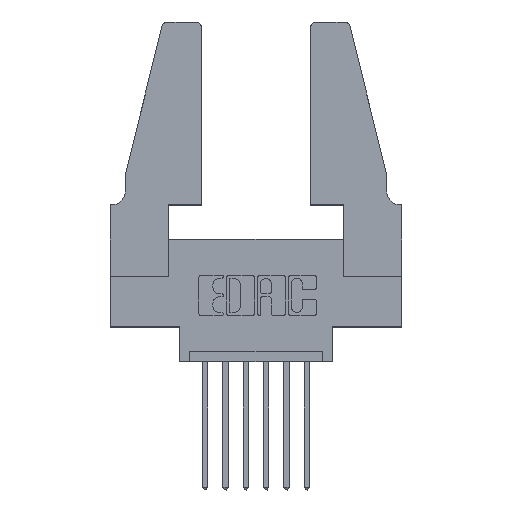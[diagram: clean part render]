
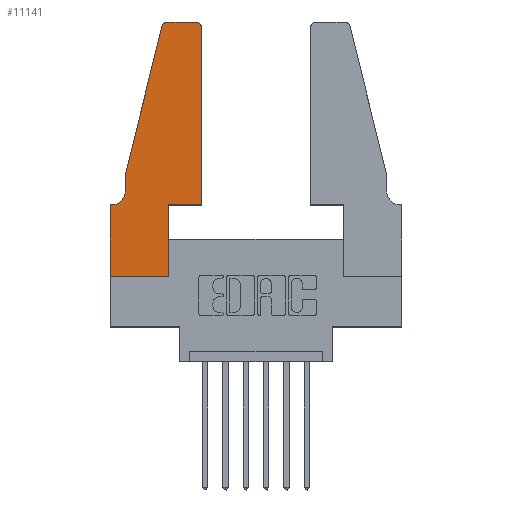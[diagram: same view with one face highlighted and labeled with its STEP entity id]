
A CAD part, top view. The second image highlights one B-rep face of the part: STEP entity #11141.
In plain terms, the highlighted planar face has unit normal (0, 0, 1).
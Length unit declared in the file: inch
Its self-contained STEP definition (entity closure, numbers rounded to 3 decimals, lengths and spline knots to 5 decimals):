
#305 = VERTEX_POINT ( 'NONE', #8216 ) ;
#375 = LINE ( 'NONE', #9557, #10933 ) ;
#460 = VERTEX_POINT ( 'NONE', #10330 ) ;
#607 = EDGE_CURVE ( 'NONE', #841, #305, #10973, .T. ) ;
#654 = VERTEX_POINT ( 'NONE', #6084 ) ;
#775 = CARTESIAN_POINT ( 'NONE',  ( 0.0055, 0.35, 0.37 ) ) ;
#819 = CARTESIAN_POINT ( 'NONE',  ( 0.0755, 0.42, 0.37 ) ) ;
#841 = VERTEX_POINT ( 'NONE', #10126 ) ;
#1697 = ORIENTED_EDGE ( 'NONE', *, *, #7014, .T. ) ;
#1919 = CARTESIAN_POINT ( 'NONE',  ( 0.2865, 0.35, 0.37 ) ) ;
#2019 = CARTESIAN_POINT ( 'NONE',  ( 0.0755, 0.5, 0.37 ) ) ;
#2029 = DIRECTION ( 'NONE',  ( 0., -1., 0. ) ) ;
#2065 = CARTESIAN_POINT ( 'NONE',  ( 0.4205, 1.25, 0.37 ) ) ;
#2081 = ORIENTED_EDGE ( 'NONE', *, *, #2725, .T. ) ;
#2146 = DIRECTION ( 'NONE',  ( 0., 0., -1. ) ) ;
#2192 = EDGE_CURVE ( 'NONE', #2787, #7934, #5174, .T. ) ;
#2260 = VERTEX_POINT ( 'NONE', #10934 ) ;
#2426 = DIRECTION ( 'NONE',  ( 1., 0., 0. ) ) ;
#2428 = VERTEX_POINT ( 'NONE', #2065 ) ;
#2437 = CARTESIAN_POINT ( 'NONE',  ( 0.4505, 0.35, 0.37 ) ) ;
#2623 = ORIENTED_EDGE ( 'NONE', *, *, #7768, .T. ) ;
#2725 = EDGE_CURVE ( 'NONE', #305, #2787, #3041, .T. ) ;
#2787 = VERTEX_POINT ( 'NONE', #2019 ) ;
#2794 = PLANE ( 'NONE',  #4355 ) ;
#2988 = EDGE_CURVE ( 'NONE', #9523, #10183, #4454, .T. ) ;
#3041 = LINE ( 'NONE', #8899, #9622 ) ;
#3092 = DIRECTION ( 'NONE',  ( 0., -1., 0. ) ) ;
#3174 = VERTEX_POINT ( 'NONE', #775 ) ;
#3184 = ORIENTED_EDGE ( 'NONE', *, *, #8856, .T. ) ;
#3363 = CARTESIAN_POINT ( 'NONE',  ( 0.284, 1.22, 0.37 ) ) ;
#3565 = DIRECTION ( 'NONE',  ( -0.239, -0.971, 0. ) ) ;
#3782 = DIRECTION ( 'NONE',  ( 0., 0., 1. ) ) ;
#4221 = ORIENTED_EDGE ( 'NONE', *, *, #2988, .T. ) ;
#4298 = CARTESIAN_POINT ( 'NONE',  ( 0.2865, 0.35, 0.37 ) ) ;
#4320 = DIRECTION ( 'NONE',  ( -1., 0., 0. ) ) ;
#4355 = AXIS2_PLACEMENT_3D ( 'NONE', #8246, #3782, #4695 ) ;
#4400 = LINE ( 'NONE', #1919, #10871 ) ;
#4454 = LINE ( 'NONE', #9584, #9076 ) ;
#4558 = CIRCLE ( 'NONE', #11493, 0.03 ) ;
#4623 = CARTESIAN_POINT ( 'NONE',  ( 0.0755, 0.5, 0.37 ) ) ;
#4695 = DIRECTION ( 'NONE',  ( 1., 0., 0. ) ) ;
#5174 = LINE ( 'NONE', #4623, #5309 ) ;
#5269 = EDGE_CURVE ( 'NONE', #7080, #2260, #6221, .T. ) ;
#5309 = VECTOR ( 'NONE', #2029, 39.37008 ) ;
#5382 = LINE ( 'NONE', #2437, #10557 ) ;
#5455 = VECTOR ( 'NONE', #9869, 39.37008 ) ;
#5756 = EDGE_CURVE ( 'NONE', #2260, #654, #5382, .T. ) ;
#5859 = DIRECTION ( 'NONE',  ( -1., 0., 0. ) ) ;
#6084 = CARTESIAN_POINT ( 'NONE',  ( 0.4505, 1.22, 0.37 ) ) ;
#6221 = LINE ( 'NONE', #9020, #6498 ) ;
#6328 = DIRECTION ( 'NONE',  ( 0., 0., 1. ) ) ;
#6354 = DIRECTION ( 'NONE',  ( 1., 0., 0. ) ) ;
#6498 = VECTOR ( 'NONE', #6354, 39.37008 ) ;
#6802 = ORIENTED_EDGE ( 'NONE', *, *, #2192, .T. ) ;
#7014 = EDGE_CURVE ( 'NONE', #7934, #3174, #10453, .T. ) ;
#7080 = VERTEX_POINT ( 'NONE', #4298 ) ;
#7122 = ORIENTED_EDGE ( 'NONE', *, *, #607, .T. ) ;
#7402 = ORIENTED_EDGE ( 'NONE', *, *, #11455, .T. ) ;
#7433 = EDGE_CURVE ( 'NONE', #654, #2428, #4558, .T. ) ;
#7479 = CARTESIAN_POINT ( 'NONE',  ( 0., 0., 0.37 ) ) ;
#7741 = DIRECTION ( 'NONE',  ( 0., 1., 0. ) ) ;
#7768 = EDGE_CURVE ( 'NONE', #10183, #7080, #4400, .T. ) ;
#7842 = LINE ( 'NONE', #8985, #5455 ) ;
#7934 = VERTEX_POINT ( 'NONE', #819 ) ;
#8216 = CARTESIAN_POINT ( 'NONE',  ( 0.25487, 1.22718, 0.37 ) ) ;
#8246 = CARTESIAN_POINT ( 'NONE',  ( 0., 0.35, 0.37 ) ) ;
#8461 = VECTOR ( 'NONE', #3092, 39.37008 ) ;
#8465 = CARTESIAN_POINT ( 'NONE',  ( 0.2865, 0., 0.37 ) ) ;
#8725 = LINE ( 'NONE', #7479, #8461 ) ;
#8856 = EDGE_CURVE ( 'NONE', #460, #9523, #8725, .T. ) ;
#8899 = CARTESIAN_POINT ( 'NONE',  ( 0.0755, 0.5, 0.37 ) ) ;
#8985 = CARTESIAN_POINT ( 'NONE',  ( 0.0755, 0.35, 0.37 ) ) ;
#9020 = CARTESIAN_POINT ( 'NONE',  ( 0.4505, 0.35, 0.37 ) ) ;
#9049 = ORIENTED_EDGE ( 'NONE', *, *, #5269, .T. ) ;
#9072 = DIRECTION ( 'NONE',  ( 1., 0., 0. ) ) ;
#9076 = VECTOR ( 'NONE', #2426, 39.37008 ) ;
#9245 = FACE_OUTER_BOUND ( 'NONE', #11549, .T. ) ;
#9343 = AXIS2_PLACEMENT_3D ( 'NONE', #3363, #9707, #11407 ) ;
#9523 = VERTEX_POINT ( 'NONE', #9724 ) ;
#9557 = CARTESIAN_POINT ( 'NONE',  ( 0.2605, 1.25, 0.37 ) ) ;
#9584 = CARTESIAN_POINT ( 'NONE',  ( 0., 0., 0.37 ) ) ;
#9622 = VECTOR ( 'NONE', #3565, 39.37008 ) ;
#9707 = DIRECTION ( 'NONE',  ( 0., 0., 1. ) ) ;
#9724 = CARTESIAN_POINT ( 'NONE',  ( 0., 0., 0.37 ) ) ;
#9869 = DIRECTION ( 'NONE',  ( -1., 0., 0. ) ) ;
#9880 = CARTESIAN_POINT ( 'NONE',  ( 0.4205, 1.22, 0.37 ) ) ;
#10126 = CARTESIAN_POINT ( 'NONE',  ( 0.284, 1.25, 0.37 ) ) ;
#10183 = VERTEX_POINT ( 'NONE', #8465 ) ;
#10247 = ORIENTED_EDGE ( 'NONE', *, *, #5756, .T. ) ;
#10330 = CARTESIAN_POINT ( 'NONE',  ( 0., 0.35, 0.37 ) ) ;
#10412 = ORIENTED_EDGE ( 'NONE', *, *, #11615, .T. ) ;
#10453 = CIRCLE ( 'NONE', #11337, 0.07 ) ;
#10557 = VECTOR ( 'NONE', #7741, 39.37008 ) ;
#10871 = VECTOR ( 'NONE', #10998, 39.37008 ) ;
#10933 = VECTOR ( 'NONE', #4320, 39.37008 ) ;
#10934 = CARTESIAN_POINT ( 'NONE',  ( 0.4505, 0.35, 0.37 ) ) ;
#10973 = CIRCLE ( 'NONE', #9343, 0.03 ) ;
#10978 = ORIENTED_EDGE ( 'NONE', *, *, #7433, .T. ) ;
#10998 = DIRECTION ( 'NONE',  ( 0., 1., 0. ) ) ;
#11141 = ADVANCED_FACE ( 'NONE', ( #9245 ), #2794, .T. ) ;
#11262 = CARTESIAN_POINT ( 'NONE',  ( 0.0055, 0.42, 0.37 ) ) ;
#11337 = AXIS2_PLACEMENT_3D ( 'NONE', #11262, #2146, #5859 ) ;
#11407 = DIRECTION ( 'NONE',  ( 1., 0., 0. ) ) ;
#11455 = EDGE_CURVE ( 'NONE', #2428, #841, #375, .T. ) ;
#11493 = AXIS2_PLACEMENT_3D ( 'NONE', #9880, #6328, #9072 ) ;
#11549 = EDGE_LOOP ( 'NONE', ( #7402, #7122, #2081, #6802, #1697, #10412, #3184, #4221, #2623, #9049, #10247, #10978 ) ) ;
#11615 = EDGE_CURVE ( 'NONE', #3174, #460, #7842, .T. ) ;
